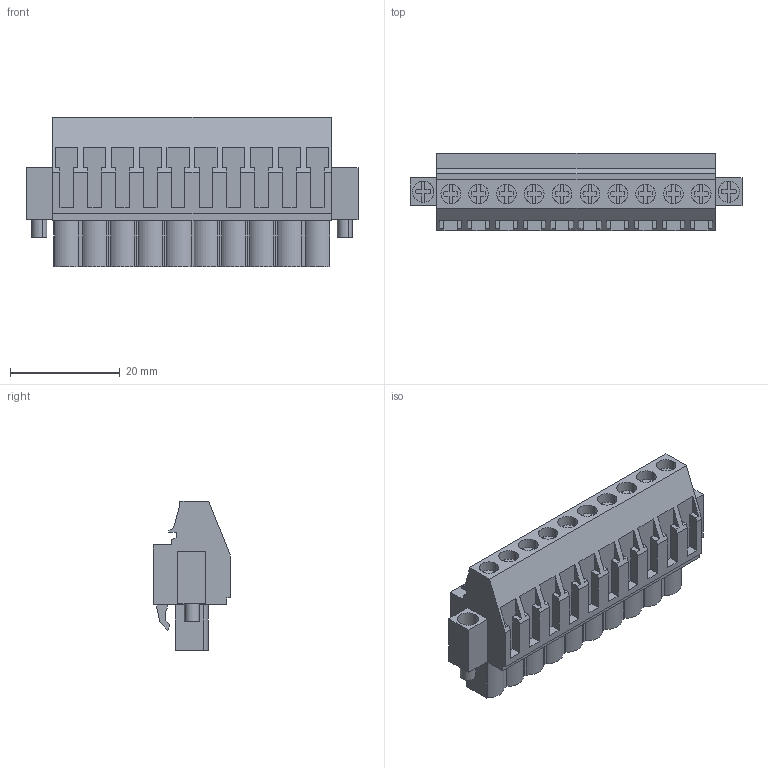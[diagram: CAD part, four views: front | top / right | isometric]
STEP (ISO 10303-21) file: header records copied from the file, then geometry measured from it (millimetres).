
FILE_DESCRIPTION(('CATIA V5 STEP','CAx-IF Rec.Pracs.--- Model Styling and Organization---1.2---2011-12-15'),'2;1');
FILE_NAME ('7246786_2_1950120000_1950120000.stp','2017-09-08T12:22:43+00:00',('none'),('Weidmueller'),'CATIA Version 5-6 Release 2014','CATIA V5 STEP AP214','none');
FILE_SCHEMA(('AUTOMOTIVE_DESIGN { 1 0 10303 214 1 1 1 1 }'));
Length unit declared in the file: millimetre
Products named in the file (1): 1950120000
Bounding box: 60.6 x 14.1 x 27.2 mm (x, y, z)
Volume: 11995.1 mm3; surface area: 7586.6 mm2
Topology: 13 solids, 13 shells, 722 faces, 1979 edges, 1332 vertices
Faces by surface type: plane 612, cylinder 108, extrusion 2
Entity records: 21094 total; most frequent: ORIENTED_EDGE 3958, CARTESIAN_POINT 3761, DIRECTION 2871, EDGE_CURVE 1979, VECTOR 1713, LINE 1711, VERTEX_POINT 1332, EDGE_LOOP 775
